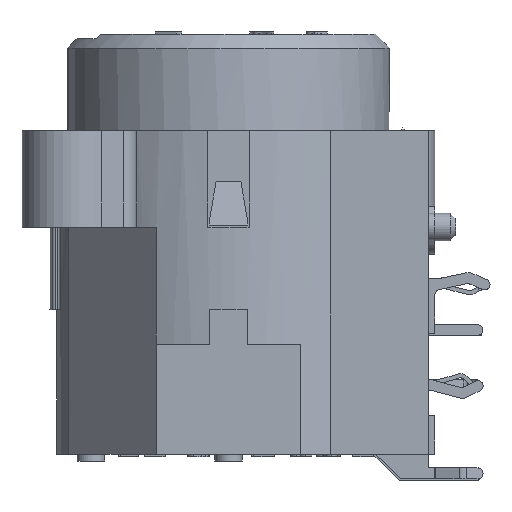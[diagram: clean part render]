
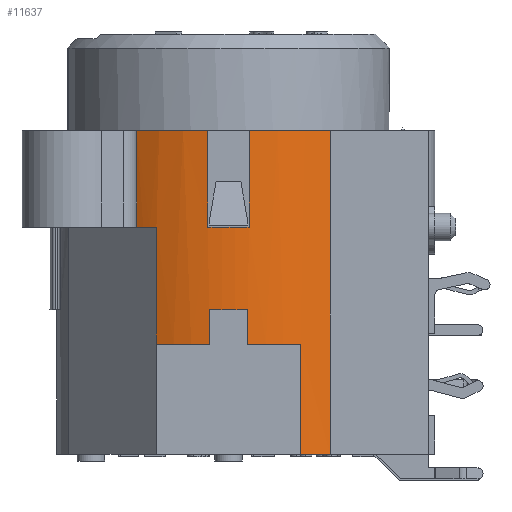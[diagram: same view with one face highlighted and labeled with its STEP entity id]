
A CAD part, left-side view. The second image highlights one B-rep face of the part: STEP entity #11637.
In plain terms, the highlighted cylindrical face has radius 13 mm (diameter 26 mm), a partial arc.
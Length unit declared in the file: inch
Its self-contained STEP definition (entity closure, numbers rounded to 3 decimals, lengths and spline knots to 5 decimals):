
#522=CYLINDRICAL_SURFACE('',#12329,0.51181);
#706=FACE_OUTER_BOUND('',#1328,.T.);
#1328=EDGE_LOOP('',(#7482,#7483,#7484,#7485,#7486,#7487,#7488,#7489,#7490,
#7491,#7492,#7493,#7494,#7495,#7496,#7497));
#2119=LINE('',#15795,#3276);
#2120=LINE('',#15799,#3277);
#2121=LINE('',#15803,#3278);
#2122=LINE('',#15807,#3279);
#2123=LINE('',#15811,#3280);
#2124=LINE('',#15815,#3281);
#2125=LINE('',#15819,#3282);
#2126=LINE('',#15822,#3283);
#3276=VECTOR('',#13245,0.3937);
#3277=VECTOR('',#13248,0.3937);
#3278=VECTOR('',#13251,0.3937);
#3279=VECTOR('',#13254,0.3937);
#3280=VECTOR('',#13257,0.3937);
#3281=VECTOR('',#13260,0.3937);
#3282=VECTOR('',#13263,0.3937);
#3283=VECTOR('',#13266,0.3937);
#4326=CIRCLE('',#12330,0.51181);
#4327=CIRCLE('',#12331,0.51181);
#4328=CIRCLE('',#12332,0.51181);
#4329=CIRCLE('',#12333,0.51181);
#4330=CIRCLE('',#12334,0.51181);
#4331=CIRCLE('',#12335,0.51181);
#4332=CIRCLE('',#12336,0.51181);
#4333=CIRCLE('',#12337,0.51181);
#4637=VERTEX_POINT('',#15791);
#4638=VERTEX_POINT('',#15792);
#4639=VERTEX_POINT('',#15794);
#4640=VERTEX_POINT('',#15796);
#4641=VERTEX_POINT('',#15798);
#4642=VERTEX_POINT('',#15800);
#4643=VERTEX_POINT('',#15802);
#4644=VERTEX_POINT('',#15804);
#4645=VERTEX_POINT('',#15806);
#4646=VERTEX_POINT('',#15808);
#4647=VERTEX_POINT('',#15810);
#4648=VERTEX_POINT('',#15812);
#4649=VERTEX_POINT('',#15814);
#4650=VERTEX_POINT('',#15816);
#4651=VERTEX_POINT('',#15818);
#4652=VERTEX_POINT('',#15820);
#5774=EDGE_CURVE('',#4637,#4638,#4326,.T.);
#5775=EDGE_CURVE('',#4638,#4639,#2119,.T.);
#5776=EDGE_CURVE('',#4639,#4640,#4327,.T.);
#5777=EDGE_CURVE('',#4640,#4641,#2120,.T.);
#5778=EDGE_CURVE('',#4641,#4642,#4328,.T.);
#5779=EDGE_CURVE('',#4643,#4642,#2121,.T.);
#5780=EDGE_CURVE('',#4644,#4643,#4329,.T.);
#5781=EDGE_CURVE('',#4644,#4645,#2122,.T.);
#5782=EDGE_CURVE('',#4645,#4646,#4330,.T.);
#5783=EDGE_CURVE('',#4646,#4647,#2123,.T.);
#5784=EDGE_CURVE('',#4648,#4647,#4331,.T.);
#5785=EDGE_CURVE('',#4648,#4649,#2124,.T.);
#5786=EDGE_CURVE('',#4649,#4650,#4332,.T.);
#5787=EDGE_CURVE('',#4650,#4651,#2125,.T.);
#5788=EDGE_CURVE('',#4651,#4652,#4333,.T.);
#5789=EDGE_CURVE('',#4652,#4637,#2126,.T.);
#7482=ORIENTED_EDGE('',*,*,#5774,.T.);
#7483=ORIENTED_EDGE('',*,*,#5775,.T.);
#7484=ORIENTED_EDGE('',*,*,#5776,.T.);
#7485=ORIENTED_EDGE('',*,*,#5777,.T.);
#7486=ORIENTED_EDGE('',*,*,#5778,.T.);
#7487=ORIENTED_EDGE('',*,*,#5779,.F.);
#7488=ORIENTED_EDGE('',*,*,#5780,.F.);
#7489=ORIENTED_EDGE('',*,*,#5781,.T.);
#7490=ORIENTED_EDGE('',*,*,#5782,.T.);
#7491=ORIENTED_EDGE('',*,*,#5783,.T.);
#7492=ORIENTED_EDGE('',*,*,#5784,.F.);
#7493=ORIENTED_EDGE('',*,*,#5785,.T.);
#7494=ORIENTED_EDGE('',*,*,#5786,.T.);
#7495=ORIENTED_EDGE('',*,*,#5787,.T.);
#7496=ORIENTED_EDGE('',*,*,#5788,.T.);
#7497=ORIENTED_EDGE('',*,*,#5789,.T.);
#11637=ADVANCED_FACE('',(#706),#522,.T.);
#12329=AXIS2_PLACEMENT_3D('',#15790,#13241,#13242);
#12330=AXIS2_PLACEMENT_3D('',#15793,#13243,#13244);
#12331=AXIS2_PLACEMENT_3D('',#15797,#13246,#13247);
#12332=AXIS2_PLACEMENT_3D('',#15801,#13249,#13250);
#12333=AXIS2_PLACEMENT_3D('',#15805,#13252,#13253);
#12334=AXIS2_PLACEMENT_3D('',#15809,#13255,#13256);
#12335=AXIS2_PLACEMENT_3D('',#15813,#13258,#13259);
#12336=AXIS2_PLACEMENT_3D('',#15817,#13261,#13262);
#12337=AXIS2_PLACEMENT_3D('',#15821,#13264,#13265);
#13241=DIRECTION('center_axis',(0.,0.,1.));
#13242=DIRECTION('ref_axis',(-1.,0.,0.));
#13243=DIRECTION('center_axis',(0.,0.,-1.));
#13244=DIRECTION('ref_axis',(0.859,-0.513,0.));
#13245=DIRECTION('',(0.,0.,-1.));
#13246=DIRECTION('center_axis',(0.,0.,
-1.));
#13247=DIRECTION('ref_axis',(-1.,0.,0.));
#13248=DIRECTION('',(0.,0.,1.));
#13249=DIRECTION('center_axis',(0.,0.,-1.));
#13250=DIRECTION('ref_axis',(0.859,-0.513,0.));
#13251=DIRECTION('',(0.,0.,1.));
#13252=DIRECTION('center_axis',(0.,0.,-1.));
#13253=DIRECTION('ref_axis',(0.859,-0.513,0.));
#13254=DIRECTION('',(0.,0.,-1.));
#13255=DIRECTION('center_axis',(0.,0.,
1.));
#13256=DIRECTION('ref_axis',(-0.823,-0.568,0.));
#13257=DIRECTION('',(0.,0.,1.));
#13258=DIRECTION('center_axis',(0.,0.,-1.));
#13259=DIRECTION('ref_axis',(-1.,0.,0.));
#13260=DIRECTION('',(0.,0.,-1.));
#13261=DIRECTION('center_axis',(0.,0.,
1.));
#13262=DIRECTION('ref_axis',(-0.823,-0.568,0.));
#13263=DIRECTION('',(0.,0.,-1.));
#13264=DIRECTION('center_axis',(0.,0.,
1.));
#13265=DIRECTION('ref_axis',(-0.823,-0.568,0.));
#13266=DIRECTION('',(0.,0.,1.));
#15790=CARTESIAN_POINT('Origin',(0.01392,0.05329,0.));
#15791=CARTESIAN_POINT('',(-0.40734,-0.23739,0.51181));
#15792=CARTESIAN_POINT('',(-0.49447,-0.00577,0.51181));
#15793=CARTESIAN_POINT('Origin',(0.01392,0.05329,0.51181));
#15794=CARTESIAN_POINT('',(-0.49447,-0.00577,0.23622));
#15795=CARTESIAN_POINT('',(-0.49447,-0.00577,0.));
#15796=CARTESIAN_POINT('',(-0.49447,0.11234,0.23622));
#15797=CARTESIAN_POINT('Origin',(0.01392,0.05329,0.23622));
#15798=CARTESIAN_POINT('',(-0.49447,0.11234,0.51181));
#15799=CARTESIAN_POINT('',(-0.49447,0.11234,0.));
#15800=CARTESIAN_POINT('',(-0.42555,0.31562,0.51181));
#15801=CARTESIAN_POINT('Origin',(0.01392,0.05329,0.51181));
#15802=CARTESIAN_POINT('',(-0.42555,0.31562,0.23622));
#15803=CARTESIAN_POINT('',(-0.42555,0.31562,0.23622));
#15804=CARTESIAN_POINT('',(-0.45458,0.25933,0.23622));
#15805=CARTESIAN_POINT('Origin',(0.01392,0.05329,0.23622));
#15806=CARTESIAN_POINT('',(-0.45458,0.25933,-0.09843));
#15807=CARTESIAN_POINT('',(-0.45458,0.25933,0.));
#15808=CARTESIAN_POINT('',(-0.49491,0.1084,-0.09843));
#15809=CARTESIAN_POINT('Origin',(0.01392,0.05329,
-0.09843));
#15810=CARTESIAN_POINT('',(-0.49491,0.1084,0.));
#15811=CARTESIAN_POINT('',(-0.49491,0.1084,-0.20669));
#15812=CARTESIAN_POINT('',(-0.49491,-0.00183,0.));
#15813=CARTESIAN_POINT('Origin',(0.01392,0.05329,0.));
#15814=CARTESIAN_POINT('',(-0.49491,-0.00183,-0.09843));
#15815=CARTESIAN_POINT('',(-0.49491,-0.00183,-0.20669));
#15816=CARTESIAN_POINT('',(-0.45458,-0.15276,-0.09843));
#15817=CARTESIAN_POINT('Origin',(0.01392,0.05329,
-0.09843));
#15818=CARTESIAN_POINT('',(-0.45458,-0.15276,-0.41339));
#15819=CARTESIAN_POINT('',(-0.45458,-0.15276,-0.20669));
#15820=CARTESIAN_POINT('',(-0.40734,-0.23739,-0.41339));
#15821=CARTESIAN_POINT('Origin',(0.01392,0.05329,
-0.41339));
#15822=CARTESIAN_POINT('',(-0.40734,-0.23739,0.23622));
